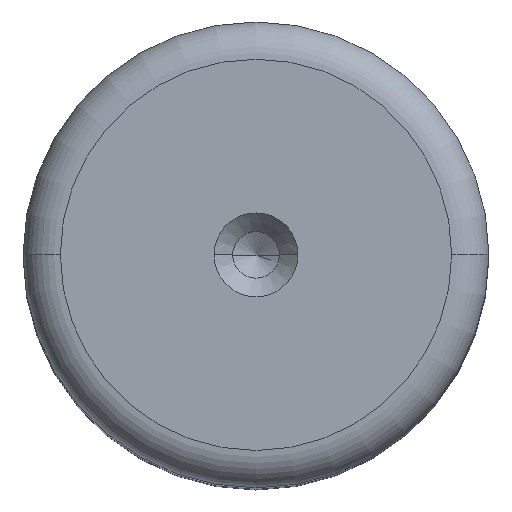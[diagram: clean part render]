
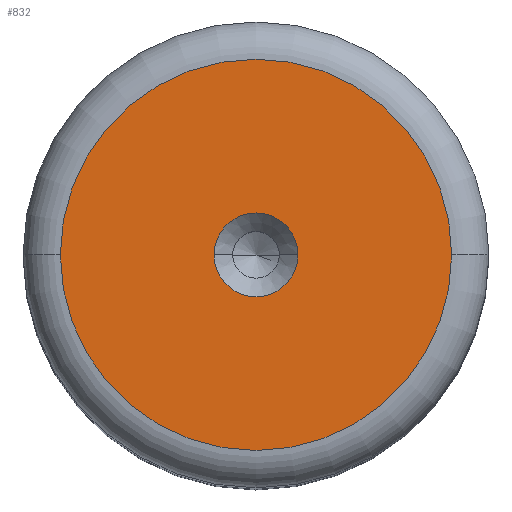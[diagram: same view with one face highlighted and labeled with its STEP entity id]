
A CAD part, top view. The second image highlights one B-rep face of the part: STEP entity #832.
In plain terms, the highlighted planar face has unit normal (0, 0, 1).
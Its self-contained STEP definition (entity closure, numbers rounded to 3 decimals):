
#55 = ORIENTED_EDGE ( 'NONE', *, *, #1086, .T. ) ;
#130 = DIRECTION ( 'NONE',  ( 1., 0., 0. ) ) ;
#180 = CARTESIAN_POINT ( 'NONE',  ( 0., 0., 70. ) ) ;
#194 = CARTESIAN_POINT ( 'NONE',  ( -2.25, 0., 70. ) ) ;
#195 = AXIS2_PLACEMENT_3D ( 'NONE', #265, #258, #130 ) ;
#197 = CARTESIAN_POINT ( 'NONE',  ( 0., 0., 70. ) ) ;
#201 = FACE_OUTER_BOUND ( 'NONE', #354, .T. ) ;
#258 = DIRECTION ( 'NONE',  ( 0., 0., 1. ) ) ;
#265 = CARTESIAN_POINT ( 'NONE',  ( 0., 0., 70. ) ) ;
#332 = CARTESIAN_POINT ( 'NONE',  ( 0., 0., 70. ) ) ;
#341 = DIRECTION ( 'NONE',  ( 1., 0., 0. ) ) ;
#354 = EDGE_LOOP ( 'NONE', ( #1112, #55 ) ) ;
#408 = CARTESIAN_POINT ( 'NONE',  ( 0., 0., 70. ) ) ;
#463 = DIRECTION ( 'NONE',  ( 1., 0., 0. ) ) ;
#505 = AXIS2_PLACEMENT_3D ( 'NONE', #408, #1268, #531 ) ;
#507 = EDGE_CURVE ( 'NONE', #968, #1247, #1327, .T. ) ;
#531 = DIRECTION ( 'NONE',  ( 1., 0., 0. ) ) ;
#555 = FACE_BOUND ( 'NONE', #1605, .T. ) ;
#558 = ORIENTED_EDGE ( 'NONE', *, *, #507, .F. ) ;
#570 = CIRCLE ( 'NONE', #505, 10.5 ) ;
#579 = DIRECTION ( 'NONE',  ( 1., 0., 0. ) ) ;
#745 = ORIENTED_EDGE ( 'NONE', *, *, #1474, .F. ) ;
#753 = CARTESIAN_POINT ( 'NONE',  ( 2.25, 0., 70. ) ) ;
#812 = CIRCLE ( 'NONE', #1115, 10.5 ) ;
#832 = ADVANCED_FACE ( 'NONE', ( #555, #201 ), #1431, .T. ) ;
#850 = EDGE_CURVE ( 'NONE', #1260, #917, #812, .T. ) ;
#873 = AXIS2_PLACEMENT_3D ( 'NONE', #180, #1315, #579 ) ;
#917 = VERTEX_POINT ( 'NONE', #1089 ) ;
#968 = VERTEX_POINT ( 'NONE', #753 ) ;
#1085 = DIRECTION ( 'NONE',  ( 0., 0., 1. ) ) ;
#1086 = EDGE_CURVE ( 'NONE', #917, #1260, #570, .T. ) ;
#1089 = CARTESIAN_POINT ( 'NONE',  ( -10.5, 0., 70. ) ) ;
#1112 = ORIENTED_EDGE ( 'NONE', *, *, #850, .T. ) ;
#1115 = AXIS2_PLACEMENT_3D ( 'NONE', #332, #1199, #463 ) ;
#1199 = DIRECTION ( 'NONE',  ( 0., 0., 1. ) ) ;
#1247 = VERTEX_POINT ( 'NONE', #194 ) ;
#1260 = VERTEX_POINT ( 'NONE', #1323 ) ;
#1268 = DIRECTION ( 'NONE',  ( 0., 0., 1. ) ) ;
#1315 = DIRECTION ( 'NONE',  ( 0., 0., 1. ) ) ;
#1323 = CARTESIAN_POINT ( 'NONE',  ( 10.5, 0., 70. ) ) ;
#1327 = CIRCLE ( 'NONE', #195, 2.25 ) ;
#1431 = PLANE ( 'NONE',  #873 ) ;
#1462 = AXIS2_PLACEMENT_3D ( 'NONE', #197, #1085, #341 ) ;
#1474 = EDGE_CURVE ( 'NONE', #1247, #968, #1481, .T. ) ;
#1481 = CIRCLE ( 'NONE', #1462, 2.25 ) ;
#1605 = EDGE_LOOP ( 'NONE', ( #558, #745 ) ) ;
